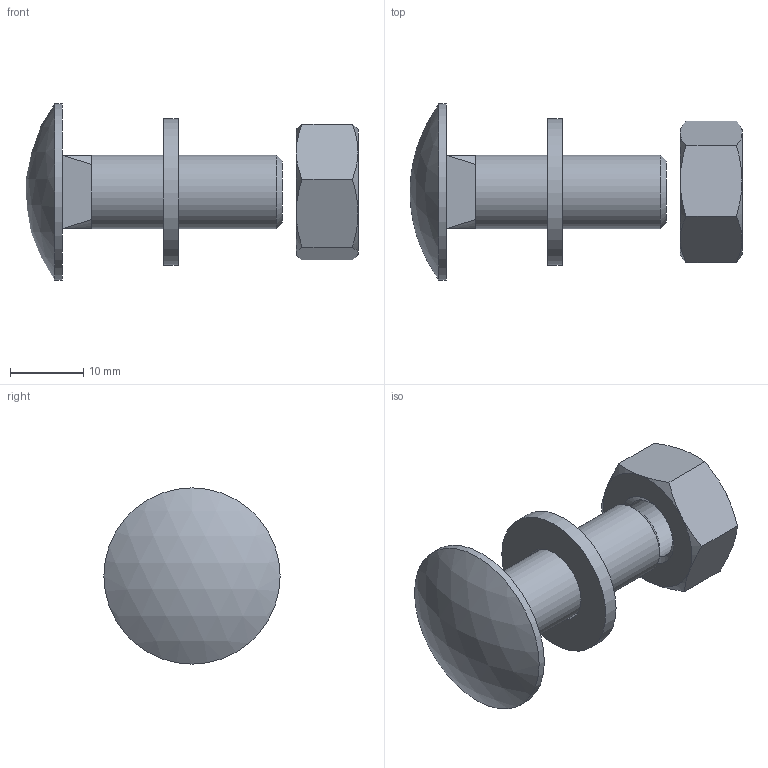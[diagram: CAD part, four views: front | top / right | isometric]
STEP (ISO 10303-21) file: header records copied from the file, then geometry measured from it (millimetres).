
FILE_DESCRIPTION (( 'STEP AP214' ), '1' );
FILE_NAME ('6406726.STEP', '2024-11-08T08:06:30', ( '' ), ( '' ), 'SwSTEP 2.0', 'SolidWorks 2024', '' );
FILE_SCHEMA (( 'AUTOMOTIVE_DESIGN' ));
Length unit declared in the file: millimetre
Products named in the file (4): 6406726; 011645_Hexagon Nut ISO 4032 - M10 - D - C; 185632; 009184_M8x25-
Assembly tree (3 placements, depth 2):
  6406726
    009184_M8x25-
    185632
    011645_Hexagon Nut ISO 4032 - M10 - D - C
Bounding box: 45.2 x 24 x 24 mm (x, y, z)
Volume: 5877.1 mm3; surface area: 3693.9 mm2
Topology: 3 solids, 3 shells, 46 faces, 93 edges, 54 vertices
Faces by surface type: plane 20, cone 19, cylinder 6, sphere 1
Full cylindrical faces by diameter (mm): 8.5 x1, 10 x2, 10.5 x1, 20 x1, 24 x1
Entity records: 1349 total; most frequent: CARTESIAN_POINT 348, DIRECTION 188, ORIENTED_EDGE 166, AXIS2_PLACEMENT_3D 85, EDGE_CURVE 83, EDGE_LOOP 60, VERTEX_POINT 53, FACE_OUTER_BOUND 52
